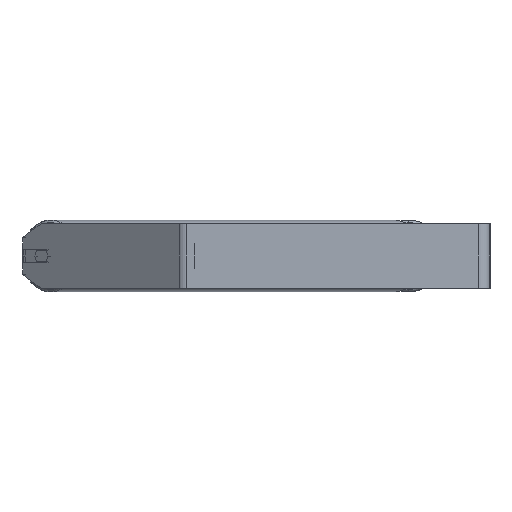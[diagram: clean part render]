
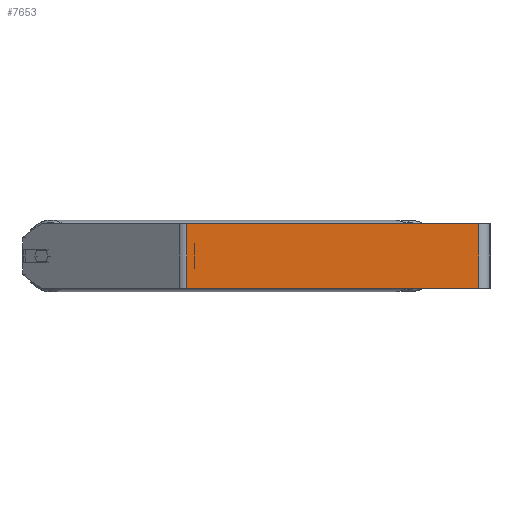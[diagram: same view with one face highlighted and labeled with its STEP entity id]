
A CAD part, left-side view. The second image highlights one B-rep face of the part: STEP entity #7653.
In plain terms, the highlighted planar face has unit normal (-1, 0, 0).
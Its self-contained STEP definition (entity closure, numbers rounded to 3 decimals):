
#260 = CARTESIAN_POINT ( 'NONE',  ( -1045., 375.026, 40. ) ) ;
#381 = VECTOR ( 'NONE', #8762, 1000. ) ;
#580 = CARTESIAN_POINT ( 'NONE',  ( -1045., 380.121, -40. ) ) ;
#1210 = CARTESIAN_POINT ( 'NONE',  ( -1045., 375.026, 40. ) ) ;
#1485 = CARTESIAN_POINT ( 'NONE',  ( -1045., 14., -40. ) ) ;
#1553 = DIRECTION ( 'NONE',  ( 0., 0., -1. ) ) ;
#1581 = VERTEX_POINT ( 'NONE', #1485 ) ;
#1741 = EDGE_CURVE ( 'NONE', #5362, #4676, #8689, .T. ) ;
#1876 = DIRECTION ( 'NONE',  ( 0., 0., -1. ) ) ;
#1978 = LINE ( 'NONE', #6797, #6706 ) ;
#2440 = CARTESIAN_POINT ( 'NONE',  ( -1045., 375.026, -40. ) ) ;
#2606 = ORIENTED_EDGE ( 'NONE', *, *, #4833, .T. ) ;
#2621 = ORIENTED_EDGE ( 'NONE', *, *, #6226, .F. ) ;
#2685 = EDGE_CURVE ( 'NONE', #5362, #3498, #1978, .T. ) ;
#2695 = ORIENTED_EDGE ( 'NONE', *, *, #2685, .F. ) ;
#3222 = AXIS2_PLACEMENT_3D ( 'NONE', #7717, #7668, #1553 ) ;
#3359 = DIRECTION ( 'NONE',  ( 0., -1., 0. ) ) ;
#3498 = VERTEX_POINT ( 'NONE', #8250 ) ;
#3949 = LINE ( 'NONE', #580, #381 ) ;
#4676 = VERTEX_POINT ( 'NONE', #2440 ) ;
#4833 = EDGE_CURVE ( 'NONE', #4676, #1581, #3949, .T. ) ;
#4883 = PLANE ( 'NONE',  #3222 ) ;
#4982 = LINE ( 'NONE', #5028, #8153 ) ;
#5028 = CARTESIAN_POINT ( 'NONE',  ( -1045., 14., 40. ) ) ;
#5362 = VERTEX_POINT ( 'NONE', #260 ) ;
#6226 = EDGE_CURVE ( 'NONE', #3498, #1581, #4982, .T. ) ;
#6280 = VECTOR ( 'NONE', #1876, 1000. ) ;
#6706 = VECTOR ( 'NONE', #3359, 1000. ) ;
#6797 = CARTESIAN_POINT ( 'NONE',  ( -1045., 380.121, 40. ) ) ;
#7493 = ORIENTED_EDGE ( 'NONE', *, *, #1741, .T. ) ;
#7653 = ADVANCED_FACE ( 'NONE', ( #8247 ), #4883, .F. ) ;
#7668 = DIRECTION ( 'NONE',  ( 1., 0., 0. ) ) ;
#7717 = CARTESIAN_POINT ( 'NONE',  ( -1045., 380.121, 40. ) ) ;
#7726 = DIRECTION ( 'NONE',  ( 0., 0., -1. ) ) ;
#8153 = VECTOR ( 'NONE', #7726, 1000. ) ;
#8247 = FACE_OUTER_BOUND ( 'NONE', #8647, .T. ) ;
#8250 = CARTESIAN_POINT ( 'NONE',  ( -1045., 14., 40. ) ) ;
#8647 = EDGE_LOOP ( 'NONE', ( #2606, #2621, #2695, #7493 ) ) ;
#8689 = LINE ( 'NONE', #1210, #6280 ) ;
#8762 = DIRECTION ( 'NONE',  ( 0., -1., 0. ) ) ;
